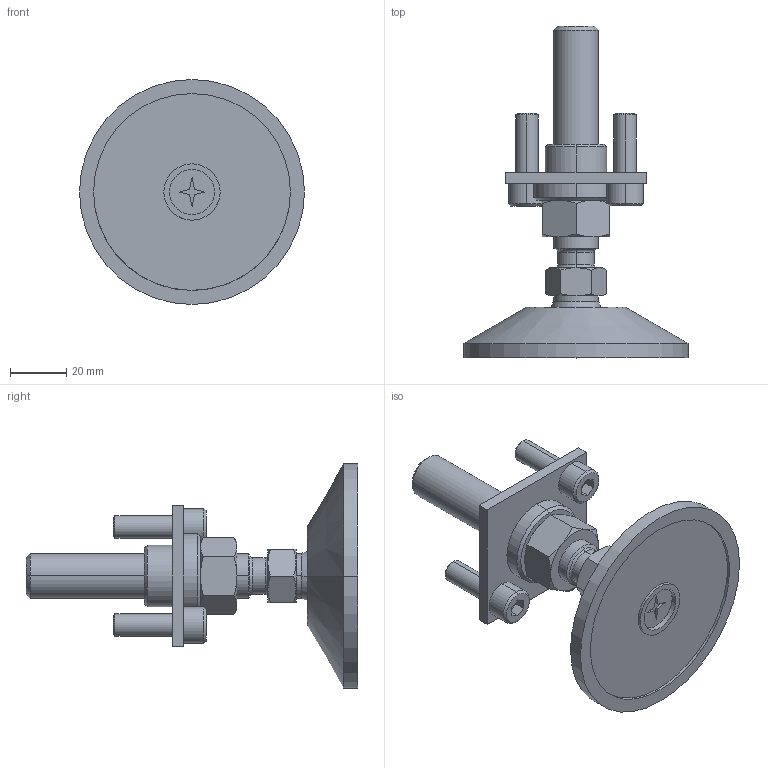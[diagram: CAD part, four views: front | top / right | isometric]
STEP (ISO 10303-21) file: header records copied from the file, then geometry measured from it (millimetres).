
FILE_DESCRIPTION(('Creo Elements/Direct Modeling STEP Export'),'2;1');
FILE_NAME('55.0245.14_Gelenkfuß-MMS-55_80-M16-118mm-KS-ESD.stp','2022-03-21T 8:07:57',(''),(''),'PTC Creo Elements/Direct Modeling STEP processor for AP214 (Solid Model)','PTC Creo Elements/Direct Modeling 19.0C 15-Aug-2015 (C) Parametric Technology GmbH','');
FILE_SCHEMA(('AUTOMOTIVE_DESIGN { 1 0 10303 214 1 1 1 1 }'));
Length unit declared in the file: millimetre
Products named in the file (8): Flanschplatte-MMS-55_50x50-Laserschneidteil-t4mm_96.5032_PX176231; Sechskantmutter-DIN934_M16-8.8-verz_11506_PX171652; Flanschmutter-MMS-55-MMS-44_M16-D22_96.5029_PX173798; Zylinderschraube-DIN912_M8x25-8.8-verz_10990_PX176237; Senkschraube-DIN965_M8x16-8.8-verz_11047_PX173565; Fußspindel_M16x110_96.7010_PX171649; Fussteller-MMS-4455_D80x18-KS-ESD_96.7004_PX173571; Gelenkfuß-MMS-55_80-M16-118mm-KS-ESD_55.0245.14_PX176251
Assembly tree (8 placements, depth 2):
  Gelenkfuß-MMS-55_80-M16-118mm-KS-ESD_55.0245.14_PX176251
    Fussteller-MMS-4455_D80x18-KS-ESD_96.7004_PX173571
    Fußspindel_M16x110_96.7010_PX171649
    Senkschraube-DIN965_M8x16-8.8-verz_11047_PX173565
    Zylinderschraube-DIN912_M8x25-8.8-verz_10990_PX176237  x2
    Flanschmutter-MMS-55-MMS-44_M16-D22_96.5029_PX173798
    Sechskantmutter-DIN934_M16-8.8-verz_11506_PX171652
    Flanschplatte-MMS-55_50x50-Laserschneidteil-t4mm_96.5032_PX176231
Bounding box: 80 x 118 x 80 mm (x, y, z)
Volume: 99508.1 mm3; surface area: 33634 mm2
Topology: 8 solids, 8 shells, 179 faces, 386 edges, 233 vertices
Faces by surface type: plane 63, cone 60, cylinder 48, sphere 4, torus 4
Entity records: 5882 total; most frequent: CARTESIAN_POINT 2370, ORIENTED_EDGE 692, DIRECTION 592, EDGE_CURVE 346, AXIS2_PLACEMENT_3D 225, VERTEX_POINT 209, EDGE_LOOP 183, FACE_OUTER_BOUND 161
